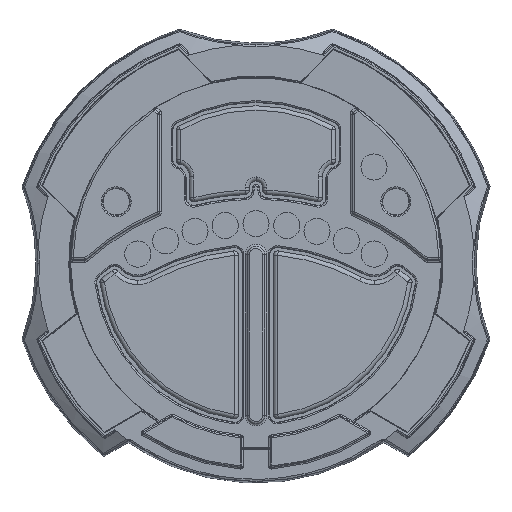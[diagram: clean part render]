
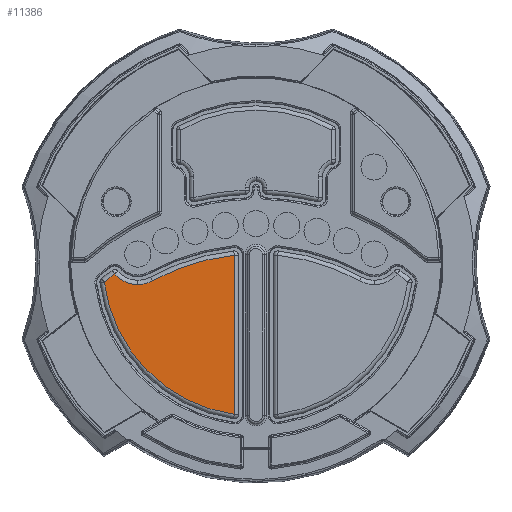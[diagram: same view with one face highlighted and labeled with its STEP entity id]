
A CAD part, top view. The second image highlights one B-rep face of the part: STEP entity #11386.
In plain terms, the highlighted face is planar.
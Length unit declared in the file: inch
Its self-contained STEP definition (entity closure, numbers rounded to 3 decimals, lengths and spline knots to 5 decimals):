
#3853 = CARTESIAN_POINT ( 'NONE',  ( -1.08289, -0.1555, -0.062 ) ) ;
#3857 = CARTESIAN_POINT ( 'NONE',  ( -0.13518, -1.08562, -0.062 ) ) ;
#3860 = CARTESIAN_POINT ( 'NONE',  ( -0.12702, -0.73978, -0.062 ) ) ;
#3862 = CARTESIAN_POINT ( 'NONE',  ( 0.05559, -0.1555, -0.062 ) ) ;
#3948 = CARTESIAN_POINT ( 'NONE',  ( -0.15421, -0.84532, -0.062 ) ) ;
#3950 = CARTESIAN_POINT ( 'NONE',  ( -0.0779, -1.01123, -0.062 ) ) ;
#9671 = AXIS2_PLACEMENT_3D ( 'NONE', #34030, #34036, #34037 ) ;
#10187 = EDGE_LOOP ( 'NONE', ( #14481, #14482, #14483, #14484, #14485, #14486 ) ) ;
#11386 = ADVANCED_FACE ( 'NONE', ( #34027 ), #34034, .T. ) ;
#14481 = ORIENTED_EDGE ( 'NONE', *, *, #17262, .F. ) ;
#14482 = ORIENTED_EDGE ( 'NONE', *, *, #17327, .F. ) ;
#14483 = ORIENTED_EDGE ( 'NONE', *, *, #17328, .F. ) ;
#14484 = ORIENTED_EDGE ( 'NONE', *, *, #17329, .F. ) ;
#14485 = ORIENTED_EDGE ( 'NONE', *, *, #17330, .F. ) ;
#14486 = ORIENTED_EDGE ( 'NONE', *, *, #17331, .F. ) ;
#17262 = EDGE_CURVE ( 'NONE', #25298, #25296, #27831, .T. ) ;
#17327 = EDGE_CURVE ( 'NONE', #25207, #25298, #27949, .T. ) ;
#17328 = EDGE_CURVE ( 'NONE', #25204, #25207, #27953, .T. ) ;
#17329 = EDGE_CURVE ( 'NONE', #25212, #25204, #18314, .T. ) ;
#17330 = EDGE_CURVE ( 'NONE', #25211, #25212, #27957, .T. ) ;
#17331 = EDGE_CURVE ( 'NONE', #25296, #25211, #27958, .T. ) ;
#17877 = CARTESIAN_POINT ( 'NONE',  ( 0.06429, -0.84532, -0.062 ) ) ;
#17878 = DIRECTION ( 'NONE',  ( 0., 0., -1. ) ) ;
#17880 = DIRECTION ( 'NONE',  ( -1., 0., 0. ) ) ;
#18305 = CARTESIAN_POINT ( 'NONE',  ( -0.51365, -0.1555, -0.062 ) ) ;
#18308 = CARTESIAN_POINT ( 'NONE',  ( -1.468, 0., -0.062 ) ) ;
#18310 = DIRECTION ( 'NONE',  ( 0., 0., 1. ) ) ;
#18311 = DIRECTION ( 'NONE',  ( 1., 0., 0. ) ) ;
#18314 = LINE ( 'NONE', #18305, #27951 ) ;
#18316 = CARTESIAN_POINT ( 'NONE',  ( 0., 0., -0.062 ) ) ;
#18317 = DIRECTION ( 'NONE',  ( 0., 0., 1. ) ) ;
#18319 = DIRECTION ( 'NONE',  ( 0., -1., 0. ) ) ;
#18322 = DIRECTION ( 'NONE',  ( -1., 0., 0. ) ) ;
#18326 = CARTESIAN_POINT ( 'NONE',  ( -1.468, 0., -0.062 ) ) ;
#18328 = DIRECTION ( 'NONE',  ( 0., 0., 1. ) ) ;
#18330 = DIRECTION ( 'NONE',  ( 1., 0., 0. ) ) ;
#18333 = CARTESIAN_POINT ( 'NONE',  ( 0.06429, -0.84532, -0.062 ) ) ;
#18335 = DIRECTION ( 'NONE',  ( 0., 0., -1. ) ) ;
#18337 = DIRECTION ( 'NONE',  ( -1., 0., 0. ) ) ;
#25204 = VERTEX_POINT ( 'NONE', #3853 ) ;
#25207 = VERTEX_POINT ( 'NONE', #3857 ) ;
#25211 = VERTEX_POINT ( 'NONE', #3860 ) ;
#25212 = VERTEX_POINT ( 'NONE', #3862 ) ;
#25296 = VERTEX_POINT ( 'NONE', #3948 ) ;
#25298 = VERTEX_POINT ( 'NONE', #3950 ) ;
#27831 = CIRCLE ( 'NONE', #27838, 0.2185 ) ;
#27838 = AXIS2_PLACEMENT_3D ( 'NONE', #17877, #17878, #17880 ) ;
#27949 = CIRCLE ( 'NONE', #27954, 1.719 ) ;
#27951 = VECTOR ( 'NONE', #18322, 39.37008 ) ;
#27953 = CIRCLE ( 'NONE', #27956, 1.094 ) ;
#27954 = AXIS2_PLACEMENT_3D ( 'NONE', #18308, #18310, #18311 ) ;
#27956 = AXIS2_PLACEMENT_3D ( 'NONE', #18316, #18317, #18319 ) ;
#27957 = CIRCLE ( 'NONE', #27959, 1.5315 ) ;
#27958 = CIRCLE ( 'NONE', #27961, 0.2185 ) ;
#27959 = AXIS2_PLACEMENT_3D ( 'NONE', #18326, #18328, #18330 ) ;
#27961 = AXIS2_PLACEMENT_3D ( 'NONE', #18333, #18335, #18337 ) ;
#34027 = FACE_OUTER_BOUND ( 'NONE', #10187, .T. ) ;
#34030 = CARTESIAN_POINT ( 'NONE',  ( -1.17847, -0.07481, -0.062 ) ) ;
#34034 = PLANE ( 'NONE',  #9671 ) ;
#34036 = DIRECTION ( 'NONE',  ( 0., 0., -1. ) ) ;
#34037 = DIRECTION ( 'NONE',  ( 1., 0., 0. ) ) ;
